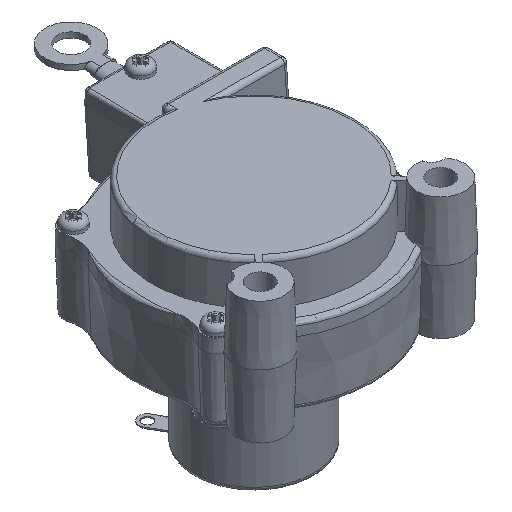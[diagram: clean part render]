
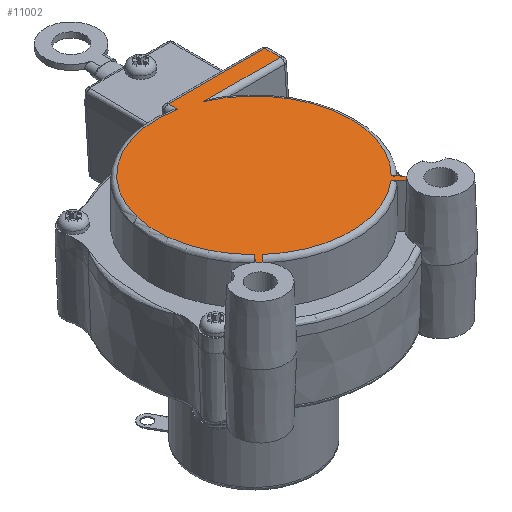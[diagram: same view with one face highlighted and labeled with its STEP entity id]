
A CAD part, isometric view. The second image highlights one B-rep face of the part: STEP entity #11002.
In plain terms, the highlighted planar face has unit normal (0, 0, 1).
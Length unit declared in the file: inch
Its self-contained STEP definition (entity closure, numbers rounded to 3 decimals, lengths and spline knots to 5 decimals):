
#3042=CARTESIAN_POINT('',(0.13755,0.75213,0.408));
#3043=VERTEX_POINT('',#3042);
#3067=CARTESIAN_POINT('',(0.83082,0.75213,0.408));
#3068=VERTEX_POINT('',#3067);
#3069=CARTESIAN_POINT('',(0.13755,0.75213,0.408));
#3070=DIRECTION('',(1.0,0.0,0.0));
#3071=VECTOR('',#3070,0.69327);
#3072=LINE('',#3069,#3071);
#3073=EDGE_CURVE('',#3043,#3068,#3072,.T.);
#3107=CARTESIAN_POINT('',(0.13755,0.68533,0.408));
#3108=VERTEX_POINT('',#3107);
#3126=CARTESIAN_POINT('',(0.13755,0.68533,0.408));
#3127=DIRECTION('',(0.0,1.0,0.0));
#3128=VECTOR('',#3127,0.0668);
#3129=LINE('',#3126,#3128);
#3130=EDGE_CURVE('',#3108,#3043,#3129,.T.);
#10688=CARTESIAN_POINT('',(0.83082,0.64087,0.408));
#10689=VERTEX_POINT('',#10688);
#10745=CARTESIAN_POINT('',(0.83082,0.75213,0.408));
#10746=DIRECTION('',(0.0,-1.0,0.0));
#10747=VECTOR('',#10746,0.11127);
#10748=LINE('',#10745,#10747);
#10749=EDGE_CURVE('',#3068,#10689,#10748,.T.);
#10782=CARTESIAN_POINT('',(0.27909,0.64087,0.408));
#10783=VERTEX_POINT('',#10782);
#10810=CARTESIAN_POINT('',(0.83082,0.64087,0.408));
#10811=DIRECTION('',(-1.0,0.0,0.0));
#10812=VECTOR('',#10811,0.55173);
#10813=LINE('',#10810,#10812);
#10814=EDGE_CURVE('',#10689,#10783,#10813,.T.);
#10916=CARTESIAN_POINT('',(0.,0.,0.408));
#10917=DIRECTION('',(0.0,0.0,1.0));
#10918=DIRECTION('',(1.0,0.0,0.0));
#10919=AXIS2_PLACEMENT_3D('',#10916,#10917,#10918);
#10920=PLANE('',#10919);
#10921=CARTESIAN_POINT('',(-0.49121,-0.4973,0.408));
#10922=VERTEX_POINT('',#10921);
#10923=CARTESIAN_POINT('',(0.,0.,0.408));
#10924=DIRECTION('',(0.0,0.0,-1.0));
#10925=DIRECTION('',(-1.0,0.0,0.0));
#10926=AXIS2_PLACEMENT_3D('',#10923,#10924,#10925);
#10927=CIRCLE('',#10926,0.699);
#10928=EDGE_CURVE('',#10922,#3108,#10927,.T.);
#10929=ORIENTED_EDGE('',*,*,#10928,.F.);
#10930=CARTESIAN_POINT('',(-0.5463,-0.55621,0.408));
#10931=VERTEX_POINT('',#10930);
#10932=CARTESIAN_POINT('',(-0.5463,-0.55621,0.408));
#10933=DIRECTION('',(0.683,0.73,0.0));
#10934=VECTOR('',#10933,0.08065);
#10935=LINE('',#10932,#10934);
#10936=EDGE_CURVE('',#10931,#10922,#10935,.T.);
#10937=ORIENTED_EDGE('',*,*,#10936,.F.);
#10938=CARTESIAN_POINT('',(-0.51845,-0.58226,0.408));
#10939=VERTEX_POINT('',#10938);
#10940=CARTESIAN_POINT('',(-0.65,-0.695,0.408));
#10941=DIRECTION('',(0.0,0.0,1.0));
#10942=DIRECTION('',(-0.822,0.569,0.0));
#10943=AXIS2_PLACEMENT_3D('',#10940,#10941,#10942);
#10944=CIRCLE('',#10943,0.17325);
#10945=EDGE_CURVE('',#10939,#10931,#10944,.T.);
#10946=ORIENTED_EDGE('',*,*,#10945,.F.);
#10947=CARTESIAN_POINT('',(-0.46336,-0.52335,0.408));
#10948=VERTEX_POINT('',#10947);
#10949=CARTESIAN_POINT('',(-0.46336,-0.52335,0.408));
#10950=DIRECTION('',(-0.683,-0.73,0.0));
#10951=VECTOR('',#10950,0.08065);
#10952=LINE('',#10949,#10951);
#10953=EDGE_CURVE('',#10948,#10939,#10952,.T.);
#10954=ORIENTED_EDGE('',*,*,#10953,.F.);
#10955=CARTESIAN_POINT('',(0.46336,-0.52335,0.408));
#10956=VERTEX_POINT('',#10955);
#10957=CARTESIAN_POINT('',(0.,0.,0.408));
#10958=DIRECTION('',(0.0,0.0,-1.0));
#10959=DIRECTION('',(-1.0,0.0,0.0));
#10960=AXIS2_PLACEMENT_3D('',#10957,#10958,#10959);
#10961=CIRCLE('',#10960,0.699);
#10962=EDGE_CURVE('',#10956,#10948,#10961,.T.);
#10963=ORIENTED_EDGE('',*,*,#10962,.F.);
#10964=CARTESIAN_POINT('',(0.51845,-0.58226,0.408));
#10965=VERTEX_POINT('',#10964);
#10966=CARTESIAN_POINT('',(0.51845,-0.58226,0.408));
#10967=DIRECTION('',(-0.683,0.73,0.0));
#10968=VECTOR('',#10967,0.08065);
#10969=LINE('',#10966,#10968);
#10970=EDGE_CURVE('',#10965,#10956,#10969,.T.);
#10971=ORIENTED_EDGE('',*,*,#10970,.F.);
#10972=CARTESIAN_POINT('',(0.5463,-0.55621,0.408));
#10973=VERTEX_POINT('',#10972);
#10974=CARTESIAN_POINT('',(0.65,-0.695,0.408));
#10975=DIRECTION('',(0.0,0.0,1.0));
#10976=DIRECTION('',(-0.972,-0.237,0.0));
#10977=AXIS2_PLACEMENT_3D('',#10974,#10975,#10976);
#10978=CIRCLE('',#10977,0.17325);
#10979=EDGE_CURVE('',#10973,#10965,#10978,.T.);
#10980=ORIENTED_EDGE('',*,*,#10979,.F.);
#10981=CARTESIAN_POINT('',(0.49121,-0.4973,0.408));
#10982=VERTEX_POINT('',#10981);
#10983=CARTESIAN_POINT('',(0.49121,-0.4973,0.408));
#10984=DIRECTION('',(0.683,-0.73,0.0));
#10985=VECTOR('',#10984,0.08065);
#10986=LINE('',#10983,#10985);
#10987=EDGE_CURVE('',#10982,#10973,#10986,.T.);
#10988=ORIENTED_EDGE('',*,*,#10987,.F.);
#10989=CARTESIAN_POINT('',(0.,0.,0.408));
#10990=DIRECTION('',(0.0,0.0,-1.0));
#10991=DIRECTION('',(-1.0,0.0,0.0));
#10992=AXIS2_PLACEMENT_3D('',#10989,#10990,#10991);
#10993=CIRCLE('',#10992,0.699);
#10994=EDGE_CURVE('',#10783,#10982,#10993,.T.);
#10995=ORIENTED_EDGE('',*,*,#10994,.F.);
#10996=ORIENTED_EDGE('',*,*,#10814,.F.);
#10997=ORIENTED_EDGE('',*,*,#10749,.F.);
#10998=ORIENTED_EDGE('',*,*,#3073,.F.);
#10999=ORIENTED_EDGE('',*,*,#3130,.F.);
#11000=EDGE_LOOP('',(#10929,#10937,#10946,#10954,#10963,#10971,#10980,#10988,#10995,#10996,#10997,#10998,#10999));
#11001=FACE_OUTER_BOUND('',#11000,.T.);
#11002=ADVANCED_FACE('',(#11001),#10920,.T.);
